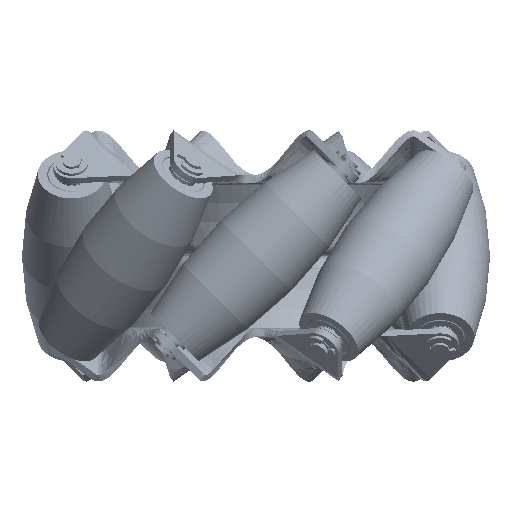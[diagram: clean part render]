
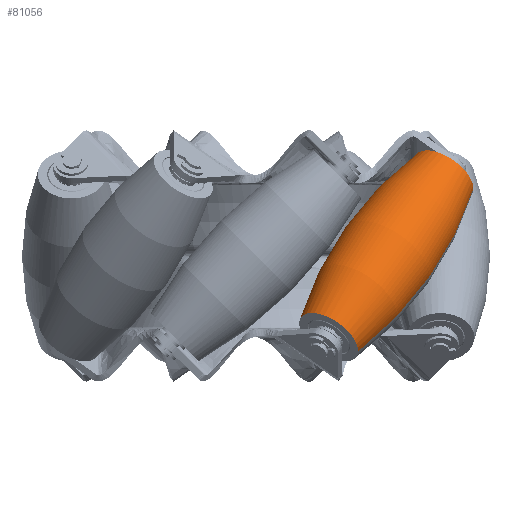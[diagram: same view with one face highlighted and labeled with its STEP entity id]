
A CAD part, top view. The second image highlights one B-rep face of the part: STEP entity #81056.
In plain terms, the highlighted toroidal (fillet/blend) face has major radius 62.109 mm and minor radius 70.209 mm.
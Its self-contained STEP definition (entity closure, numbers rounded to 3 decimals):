
#12551 = ORIENTED_EDGE ( 'NONE', *, *, #39476, .F. ) ;
#13050 = VERTEX_POINT ( 'NONE', #96827 ) ;
#15416 = AXIS2_PLACEMENT_3D ( 'NONE', #21419, #57755, #35982 ) ;
#15923 = CIRCLE ( 'NONE', #47236, 70.209 ) ;
#20981 = TOROIDAL_SURFACE ( 'NONE', #15416, -62.109, 70.209 ) ;
#20999 = DIRECTION ( 'NONE',  ( -1., 0., 0. ) ) ;
#21419 = CARTESIAN_POINT ( 'NONE',  ( 0., 0., 0. ) ) ;
#35296 = CIRCLE ( 'NONE', #76459, 5.55 ) ;
#35885 = VERTEX_POINT ( 'NONE', #95858 ) ;
#35982 = DIRECTION ( 'NONE',  ( 0., 0., 1. ) ) ;
#39476 = EDGE_CURVE ( 'NONE', #35885, #144180, #77816, .T. ) ;
#43734 = DIRECTION ( 'NONE',  ( 0., 0., 1. ) ) ;
#44251 = ORIENTED_EDGE ( 'NONE', *, *, #69315, .T. ) ;
#47236 = AXIS2_PLACEMENT_3D ( 'NONE', #52573, #73293, #119719 ) ;
#48410 = DIRECTION ( 'NONE',  ( 0., 1., 0. ) ) ;
#48922 = DIRECTION ( 'NONE',  ( 0., 0., 1. ) ) ;
#52573 = CARTESIAN_POINT ( 'NONE',  ( 0., 0., -62.109 ) ) ;
#57059 = CARTESIAN_POINT ( 'NONE',  ( -18.75, 0., 0. ) ) ;
#57755 = DIRECTION ( 'NONE',  ( -1., 0., 0. ) ) ;
#64825 = AXIS2_PLACEMENT_3D ( 'NONE', #135640, #20999, #43734 ) ;
#69143 = DIRECTION ( 'NONE',  ( -1., 0., 0. ) ) ;
#69315 = EDGE_CURVE ( 'NONE', #13050, #87456, #15923, .T. ) ;
#73293 = DIRECTION ( 'NONE',  ( 0., -1., 0. ) ) ;
#76459 = AXIS2_PLACEMENT_3D ( 'NONE', #57059, #69143, #109275 ) ;
#77816 = CIRCLE ( 'NONE', #145454, 70.209 ) ;
#80526 = EDGE_LOOP ( 'NONE', ( #12551, #115991, #44251, #143964 ) ) ;
#81056 = ADVANCED_FACE ( 'NONE', ( #111223 ), #20981, .T. ) ;
#87456 = VERTEX_POINT ( 'NONE', #123707 ) ;
#87905 = EDGE_CURVE ( 'NONE', #144180, #87456, #35296, .T. ) ;
#95858 = CARTESIAN_POINT ( 'NONE',  ( 18.75, 0., -5.55 ) ) ;
#96827 = CARTESIAN_POINT ( 'NONE',  ( 18.75, 0., 5.55 ) ) ;
#101550 = CIRCLE ( 'NONE', #64825, 5.55 ) ;
#109129 = EDGE_CURVE ( 'NONE', #35885, #13050, #101550, .T. ) ;
#109275 = DIRECTION ( 'NONE',  ( 0., 0., 1. ) ) ;
#111223 = FACE_OUTER_BOUND ( 'NONE', #80526, .T. ) ;
#115991 = ORIENTED_EDGE ( 'NONE', *, *, #109129, .T. ) ;
#119719 = DIRECTION ( 'NONE',  ( 0., 0., -1. ) ) ;
#123707 = CARTESIAN_POINT ( 'NONE',  ( -18.75, 0., 5.55 ) ) ;
#129189 = CARTESIAN_POINT ( 'NONE',  ( 0., 0., 62.109 ) ) ;
#134833 = CARTESIAN_POINT ( 'NONE',  ( -18.75, 0., -5.55 ) ) ;
#135640 = CARTESIAN_POINT ( 'NONE',  ( 18.75, 0., 0. ) ) ;
#143964 = ORIENTED_EDGE ( 'NONE', *, *, #87905, .F. ) ;
#144180 = VERTEX_POINT ( 'NONE', #134833 ) ;
#145454 = AXIS2_PLACEMENT_3D ( 'NONE', #129189, #48410, #48922 ) ;
